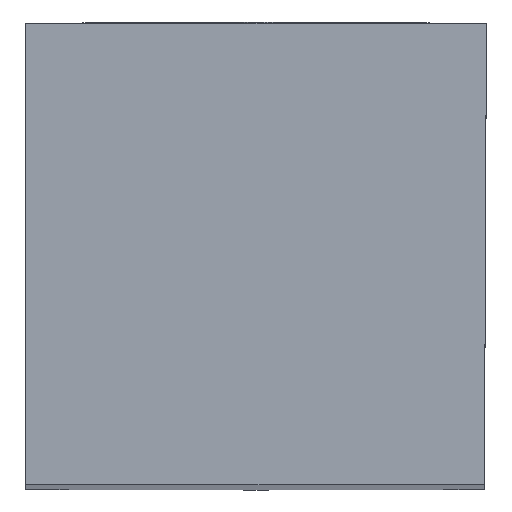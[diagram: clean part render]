
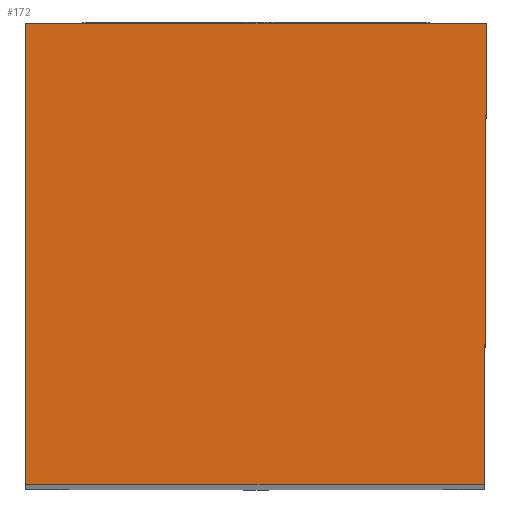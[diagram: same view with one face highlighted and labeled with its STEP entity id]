
A CAD part, top view. The second image highlights one B-rep face of the part: STEP entity #172.
In plain terms, the highlighted planar face has unit normal (0, 0, 1).
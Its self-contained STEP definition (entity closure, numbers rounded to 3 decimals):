
#135=FACE_OUTER_BOUND('',#371,.T.);
#172=ADVANCED_FACE('BLANK_BOXF006',(#135),#200,.F.);
#200=PLANE('',#883);
#224=LINE('',#1248,#277);
#228=LINE('',#1256,#281);
#233=LINE('',#1269,#286);
#252=LINE('',#1409,#305);
#277=VECTOR('',#986,1.);
#281=VECTOR('',#992,1.);
#286=VECTOR('',#1001,1.);
#305=VECTOR('',#1056,1.);
#371=EDGE_LOOP('',(#521,#522,#523,#524));
#521=ORIENTED_EDGE('',*,*,#675,.F.);
#522=ORIENTED_EDGE('',*,*,#710,.F.);
#523=ORIENTED_EDGE('',*,*,#669,.F.);
#524=ORIENTED_EDGE('',*,*,#665,.F.);
#593=VERTEX_POINT('',#1247);
#594=VERTEX_POINT('',#1249);
#597=VERTEX_POINT('',#1257);
#602=VERTEX_POINT('',#1268);
#665=EDGE_CURVE('',#593,#594,#224,.T.);
#669=EDGE_CURVE('',#594,#597,#228,.T.);
#675=EDGE_CURVE('',#602,#593,#233,.T.);
#710=EDGE_CURVE('',#597,#602,#252,.T.);
#883=AXIS2_PLACEMENT_3D('',#1425,#1076,#1077);
#986=DIRECTION('',(1.,0.,0.));
#992=DIRECTION('',(-0.004,-1.,0.));
#1001=DIRECTION('',(0.,1.,0.));
#1056=DIRECTION('',(-1.,0.,0.));
#1076=DIRECTION('',(0.,0.,-1.));
#1077=DIRECTION('',(-1.,0.,0.));
#1247=CARTESIAN_POINT('',(-9.398,9.398,0.));
#1248=CARTESIAN_POINT('',(-70.5,9.398,0.));
#1249=CARTESIAN_POINT('',(0.,9.398,0.));
#1256=CARTESIAN_POINT('',(0.267,70.499,0.));
#1257=CARTESIAN_POINT('',(-0.041,0.,0.));
#1268=CARTESIAN_POINT('',(-9.398,0.,0.));
#1269=CARTESIAN_POINT('',(-9.398,-70.5,0.));
#1409=CARTESIAN_POINT('',(70.5,0.,0.));
#1425=CARTESIAN_POINT('',(-14.398,-5.,0.));
